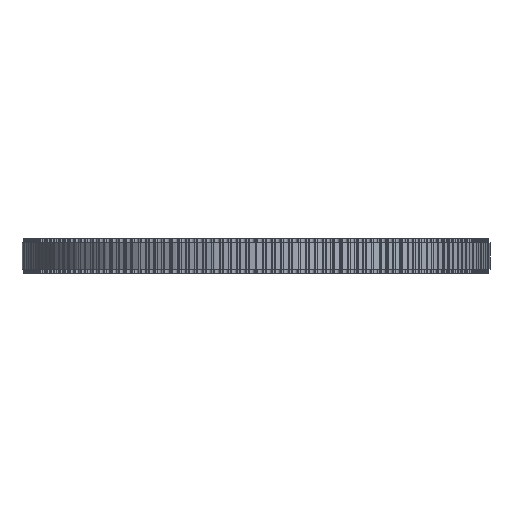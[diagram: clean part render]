
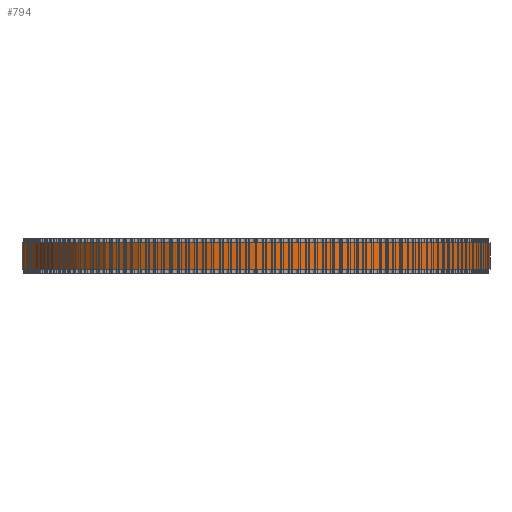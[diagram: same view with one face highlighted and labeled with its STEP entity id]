
A CAD part, front view. The second image highlights one B-rep face of the part: STEP entity #794.
In plain terms, the highlighted cylindrical face has radius 53.476 mm (diameter 106.952 mm), a full revolution.
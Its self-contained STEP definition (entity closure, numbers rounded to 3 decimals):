
#97=FACE_BOUND('',#2816,.T.);
#98=FACE_BOUND('',#2817,.T.);
#794=ADVANCED_FACE('',(#97,#98),#1467,.T.);
#1467=CYLINDRICAL_SURFACE('',#14927,53.476);
#2816=EDGE_LOOP('',(#8194));
#2817=EDGE_LOOP('',(#8195));
#8194=ORIENTED_EDGE('',*,*,#11558,.T.);
#8195=ORIENTED_EDGE('',*,*,#11559,.T.);
#9540=VERTEX_POINT('',#23680);
#9541=VERTEX_POINT('',#23682);
#11558=EDGE_CURVE('',#9540,#9540,#12904,.T.);
#11559=EDGE_CURVE('',#9541,#9541,#12905,.T.);
#12904=CIRCLE('',#14925,53.476);
#12905=CIRCLE('',#14926,53.476);
#14925=AXIS2_PLACEMENT_3D('',#23679,#19638,#19639);
#14926=AXIS2_PLACEMENT_3D('',#23681,#19640,#19641);
#14927=AXIS2_PLACEMENT_3D('',#23683,#19642,#19643);
#19638=DIRECTION('',(0.,0.,1.));
#19639=DIRECTION('',(1.,0.,0.));
#19640=DIRECTION('',(0.,0.,-1.));
#19641=DIRECTION('',(1.,0.,0.));
#19642=DIRECTION('',(0.,0.,1.));
#19643=DIRECTION('',(1.,0.,0.));
#23679=CARTESIAN_POINT('',(0.,0.,1.));
#23680=CARTESIAN_POINT('',(53.476,0.,1.));
#23681=CARTESIAN_POINT('',(0.,0.,7.));
#23682=CARTESIAN_POINT('',(53.476,0.,7.));
#23683=CARTESIAN_POINT('',(0.,0.,1.));
